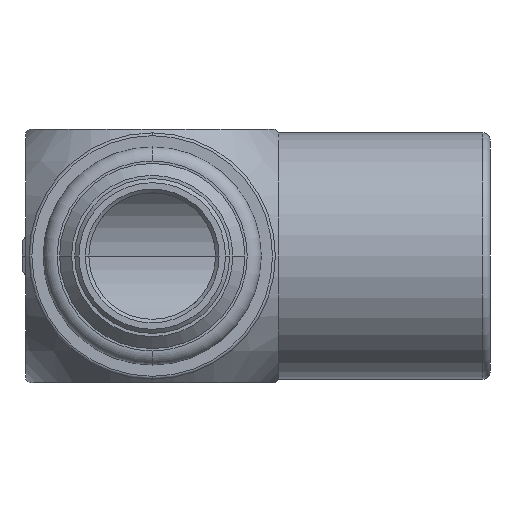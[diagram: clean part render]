
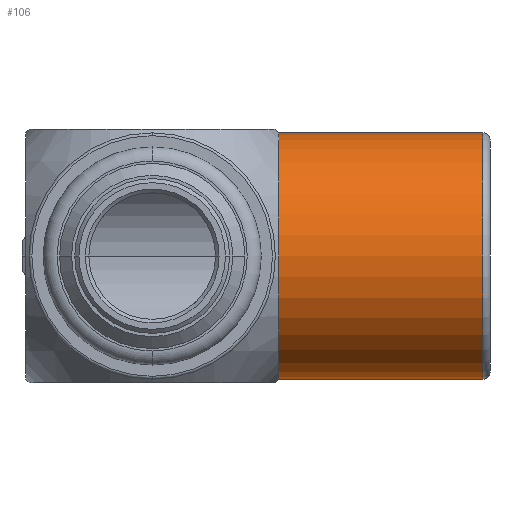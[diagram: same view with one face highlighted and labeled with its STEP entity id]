
A CAD part, front view. The second image highlights one B-rep face of the part: STEP entity #106.
In plain terms, the highlighted cylindrical face has radius 8.75 mm (diameter 17.5 mm), a partial arc.
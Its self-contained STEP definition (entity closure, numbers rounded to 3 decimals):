
#106=ADVANCED_FACE('',(#259),#260,.T.);
#259=FACE_OUTER_BOUND('',#451,.T.);
#260=CYLINDRICAL_SURFACE('',#452,8.75);
#451=EDGE_LOOP('',(#971,#972,#973,#974,#975));
#452=AXIS2_PLACEMENT_3D('',#976,#977,#978);
#971=ORIENTED_EDGE('',*,*,#1277,.T.);
#972=ORIENTED_EDGE('',*,*,#1376,.F.);
#973=ORIENTED_EDGE('',*,*,#1377,.F.);
#974=ORIENTED_EDGE('',*,*,#1278,.T.);
#975=ORIENTED_EDGE('',*,*,#1378,.F.);
#976=CARTESIAN_POINT('',(12.0,22.6,0.0));
#977=DIRECTION('',(1.0,0.0,0.0));
#978=DIRECTION('',(0.0,0.0,-1.0));
#1277=EDGE_CURVE('',#1522,#1539,#1547,.T.);
#1278=EDGE_CURVE('',#1542,#1536,#1548,.T.);
#1376=EDGE_CURVE('',#1702,#1539,#1703,.T.);
#1377=EDGE_CURVE('',#1542,#1702,#1704,.T.);
#1378=EDGE_CURVE('',#1522,#1536,#1705,.T.);
#1522=VERTEX_POINT('',#1878);
#1536=VERTEX_POINT('',#1892);
#1539=VERTEX_POINT('',#1895);
#1542=VERTEX_POINT('',#1898);
#1547=LINE('',#1903,#1904);
#1548=LINE('',#1905,#1906);
#1702=VERTEX_POINT('',#2419);
#1703=CIRCLE('',#2420,8.75);
#1704=CIRCLE('',#2421,8.75);
#1705=CIRCLE('',#2422,8.75);
#1878=CARTESIAN_POINT('',(8.998,22.6,-8.75));
#1892=CARTESIAN_POINT('',(8.998,22.6,8.75));
#1895=CARTESIAN_POINT('',(23.5,22.6,-8.75));
#1898=CARTESIAN_POINT('',(23.5,22.6,8.75));
#1903=CARTESIAN_POINT('',(12.0,22.6,-8.75));
#1904=VECTOR('',#2638,1.0);
#1905=CARTESIAN_POINT('',(12.0,22.6,8.75));
#1906=VECTOR('',#2639,1.0);
#2419=CARTESIAN_POINT('',(23.5,13.85,0.0));
#2420=AXIS2_PLACEMENT_3D('',#2797,#2798,#2799);
#2421=AXIS2_PLACEMENT_3D('',#2800,#2801,#2802);
#2422=AXIS2_PLACEMENT_3D('',#2803,#2804,#2805);
#2638=DIRECTION('',(1.0,0.0,0.0));
#2639=DIRECTION('',(-1.0,-0.0,-0.0));
#2797=CARTESIAN_POINT('',(23.5,22.6,0.0));
#2798=DIRECTION('',(1.0,0.0,0.0));
#2799=DIRECTION('',(0.0,0.0,-1.0));
#2800=CARTESIAN_POINT('',(23.5,22.6,0.0));
#2801=DIRECTION('',(1.0,0.0,0.0));
#2802=DIRECTION('',(0.0,0.0,-1.0));
#2803=CARTESIAN_POINT('',(8.998,22.6,0.0));
#2804=DIRECTION('',(-1.0,-0.0,-0.0));
#2805=DIRECTION('',(0.0,0.0,-1.0));
